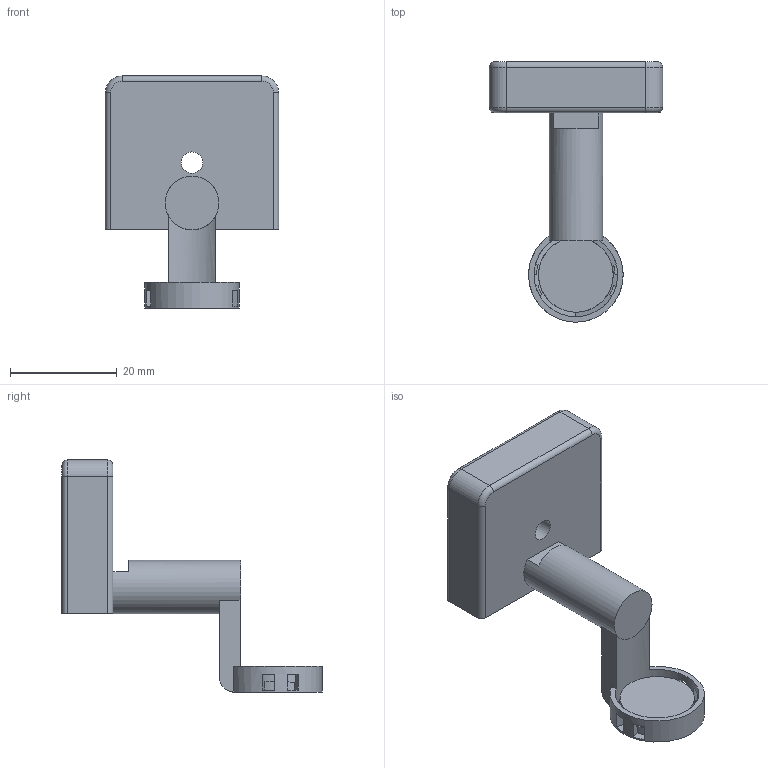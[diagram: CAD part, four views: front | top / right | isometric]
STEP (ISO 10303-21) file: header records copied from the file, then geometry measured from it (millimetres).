
FILE_DESCRIPTION(/* description */ (''),/* implementation_level */ '2;1');
FILE_NAME(/* name */ 'Cxn Base #1.step',/* time_stamp */ '2024-06-17T20:52:29-04:00',/* author */ (''),/* organization */ (''),/* preprocessor_version */ 'ST-DEVELOPER v20',/* originating_system */ 'Autodesk Translation Framework v12.20.1.177',/* authorisation */ '');
FILE_SCHEMA (('AUTOMOTIVE_DESIGN { 1 0 10303 214 3 1 1 }'));
Length unit declared in the file: millimetre
Products named in the file (2): #2250; Prism
Assembly tree (1 placements, depth 2):
  #2250
    Prism
Bounding box: 32.54 x 48.82 x 43.56 mm (x, y, z)
Volume: 7499.6 mm3; surface area: 5485.2 mm2
Topology: 2 solids, 2 shells, 66 faces, 185 edges, 120 vertices
Faces by surface type: plane 41, cylinder 21, torus 4
Full cylindrical faces by diameter (mm): 4.014 x1, 10.046 x1, 14 x1, 15.7 x1
Entity records: 2263 total; most frequent: CARTESIAN_POINT 406, DIRECTION 389, ORIENTED_EDGE 374, EDGE_CURVE 187, AXIS2_PLACEMENT_3D 139, VERTEX_POINT 120, LINE 111, VECTOR 111
